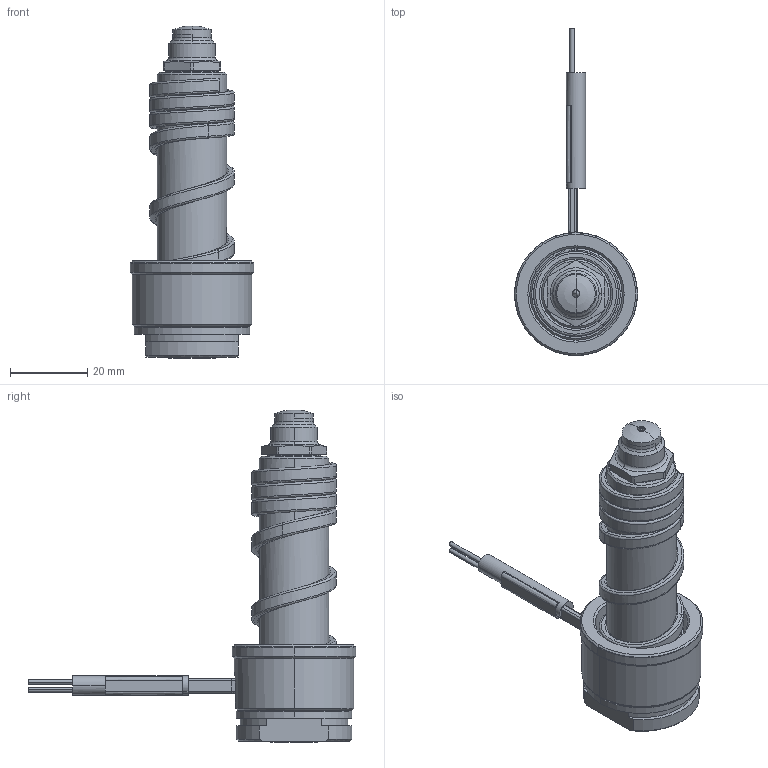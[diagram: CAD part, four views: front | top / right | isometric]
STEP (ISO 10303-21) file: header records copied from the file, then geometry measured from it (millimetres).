
FILE_DESCRIPTION((''),'2;1');
FILE_NAME('SM-86-BEU-R','2014-02-27T',('Íàòàëüÿ'),('IMID'),'PRO/ENGINEER BY PARAMETRIC TECHNOLOGY CORPORATION, 2010180','PRO/ENGINEER BY PARAMETRIC TECHNOLOGY CORPORATION, 2010180','');
FILE_SCHEMA(('CONFIG_CONTROL_DESIGN'));
Length unit declared in the file: millimetre
Products named in the file (1): SM-86-BEU-R
Bounding box: 32 x 85 x 86.2 mm (x, y, z)
Volume: 30468.7 mm3; surface area: 17167.2 mm2
Topology: 1 solids, 9 shells, 331 faces, 853 edges, 511 vertices
Faces by surface type: cylinder 109, bspline 66, cone 60, plane 50, torus 26, revolution 9, extrusion 7, sphere 4
Entity records: 16956 total; most frequent: CARTESIAN_POINT 9301, ORIENTED_EDGE 1666, DIRECTION 1475, EDGE_CURVE 845, AXIS2_PLACEMENT_3D 588, VERTEX_POINT 511, EDGE_LOOP 352, CIRCLE 338
